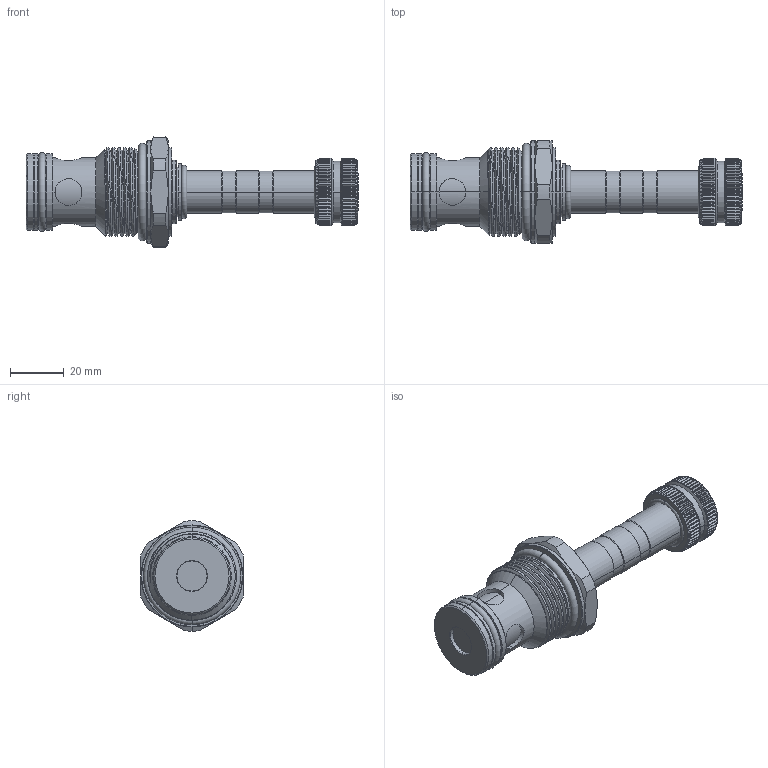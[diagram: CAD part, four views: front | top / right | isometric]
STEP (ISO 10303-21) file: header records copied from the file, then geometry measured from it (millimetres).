
FILE_DESCRIPTION (( 'STEP AP203' ), '1' );
FILE_NAME ('EP16W2C06N05.STEP', '2024-12-09T07:33:10', ( '' ), ( '' ), 'SwSTEP 2.0', 'SolidWorks 2018', '' );
FILE_SCHEMA (( 'CONFIG_CONTROL_DESIGN' ));
Length unit declared in the file: millimetre
Products named in the file (1): EP16W2C06N05
Bounding box: 123.65 x 38 x 41.1 mm (x, y, z)
Volume: 58552.9 mm3; surface area: 14812.7 mm2
Topology: 1 solids, 1 shells, 949 faces, 2486 edges, 1557 vertices
Faces by surface type: cylinder 407, plane 351, cone 153, torus 26, bspline 12
Entity records: 35808 total; most frequent: CARTESIAN_POINT 13344, ORIENTED_EDGE 4972, DIRECTION 4437, EDGE_CURVE 2486, AXIS2_PLACEMENT_3D 1782, VERTEX_POINT 1557, EDGE_LOOP 969, ADVANCED_FACE 949
